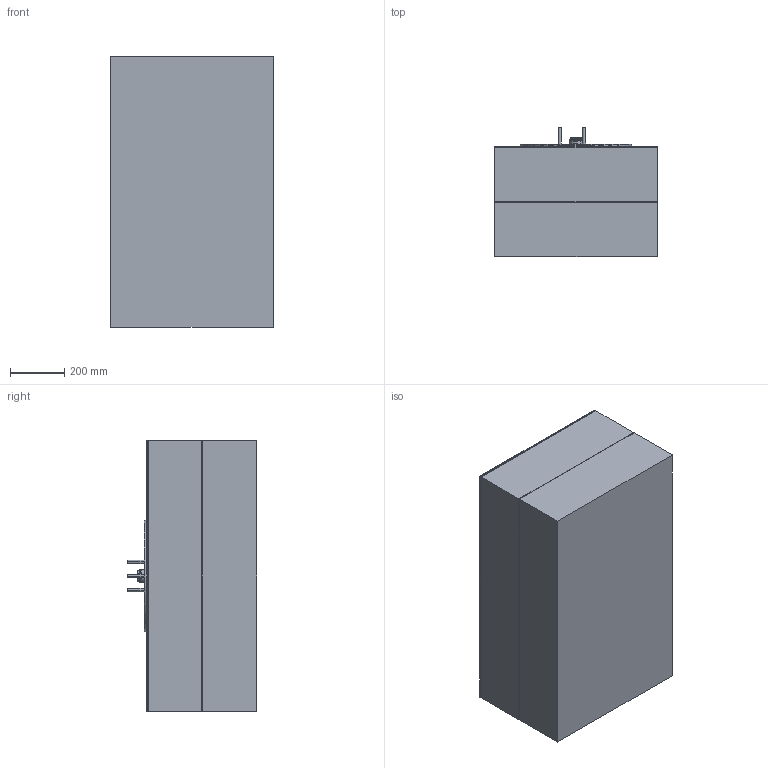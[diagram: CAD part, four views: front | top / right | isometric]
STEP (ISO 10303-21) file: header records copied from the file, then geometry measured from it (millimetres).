
FILE_DESCRIPTION (( 'STEP AP214' ), '1' );
FILE_NAME ('137500.step', '2024-01-10T07:14:14', ( '' ), ( '' ), 'SwSTEP 2.0', 'SolidWorks 2022', '' );
FILE_SCHEMA (( 'AUTOMOTIVE_DESIGN' ));
Length unit declared in the file: millimetre
Products named in the file (15): BT-008_01; BT-006_01; BT-013_01; BT-002_01; BT-007_01; 137530; 137505_01; 137509_01; BT-001_01; 137531_01; BT-004_01; BT-010_01; 137500; 137501_01; BT-005_01
Assembly tree (38 placements, depth 2):
  137500
    BT-001_01
    BT-002_01
    BT-004_01  x4
    BT-005_01  x4
    BT-006_01  x8
    BT-007_01  x12
    137509_01
    137530
    137531_01
    BT-010_01
    BT-013_01
    137501_01
    137505_01
    BT-008_01
Bounding box: 600 x 477 x 1000 mm (x, y, z)
Volume: 243584119.3 mm3; surface area: 7775336.5 mm2
Topology: 47 solids, 47 shells, 532 faces, 1196 edges, 784 vertices
Faces by surface type: plane 240, cylinder 229, cone 31, torus 26, bspline 6
Entity records: 18235 total; most frequent: CARTESIAN_POINT 7893, DIRECTION 1717, ORIENTED_EDGE 1540, EDGE_CURVE 770, AXIS2_PLACEMENT_3D 690, VERTEX_POINT 500, EDGE_LOOP 408, VECTOR 337
